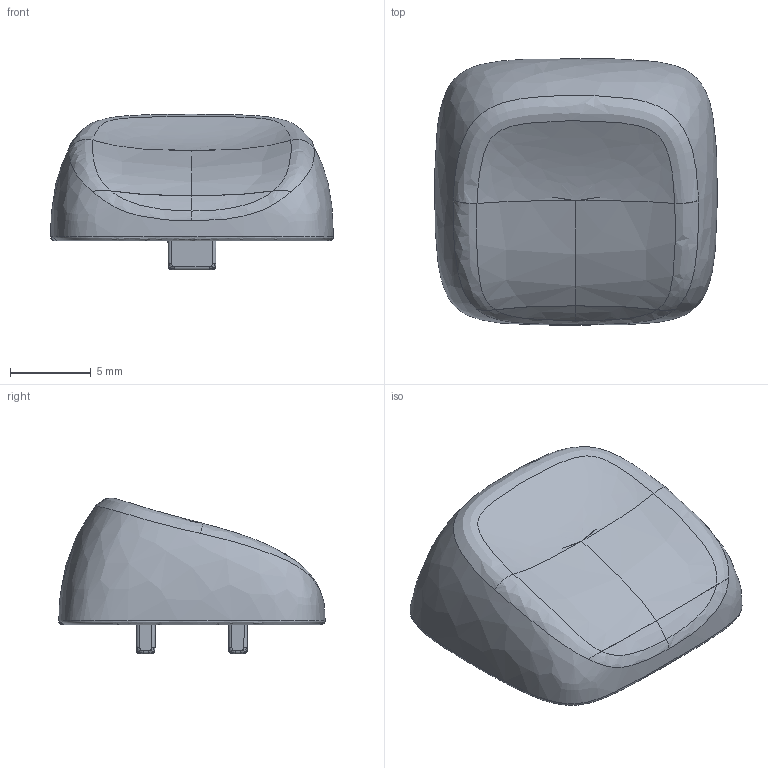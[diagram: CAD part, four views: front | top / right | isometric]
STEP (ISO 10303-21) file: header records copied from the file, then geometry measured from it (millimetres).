
FILE_DESCRIPTION(/* description */ ('','CAx-IF Rec.Pracs.---Representation and Presentation of Product Manufacturing Information (PMI)---4.0---2014-10-13'),/* implementation_level */ '2;1');
FILE_NAME(/* name */ 'KLP_Lame_Saddle_Tilted_90deg.step',/* time_stamp */ '2025-03-10T23:05:42+07:00',/* author */ (''),/* organization */ (''),/* preprocessor_version */ 'ST-DEVELOPER v20',/* originating_system */ 'Autodesk Translation Framework v13.20.0.188',/* authorisation */ '');
FILE_SCHEMA (('AP242_MANAGED_MODEL_BASED_3D_ENGINEERING_MIM_LF { 1 0 10303 442 1 1 4 }'));
Length unit declared in the file: millimetre
Products named in the file (1): [Choc] Saddle Tilted
Bounding box: 17.5 x 16.48 x 9.63 mm (x, y, z)
Volume: 1012.9 mm3; surface area: 912.8 mm2
Topology: 1 solids, 1 shells, 149 faces, 415 edges, 270 vertices
Faces by surface type: bspline 111, cylinder 24, plane 14
Entity records: 12086 total; most frequent: CARTESIAN_POINT 8727, ORIENTED_EDGE 828, DIRECTION 523, EDGE_CURVE 414, VERTEX_POINT 270, AXIS2_PLACEMENT_3D 237, CIRCLE 198, B_SPLINE_CURVE_WITH_KNOTS 163
